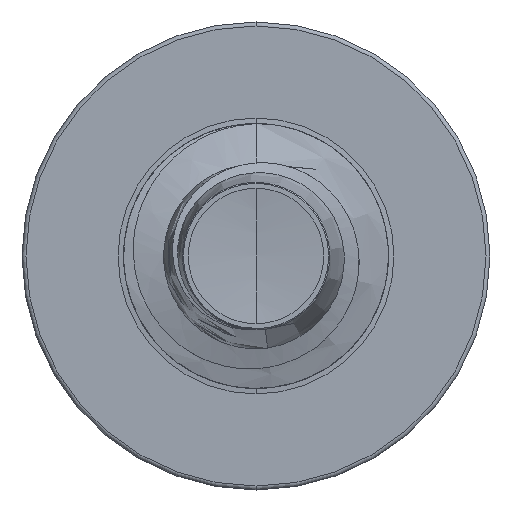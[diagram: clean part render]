
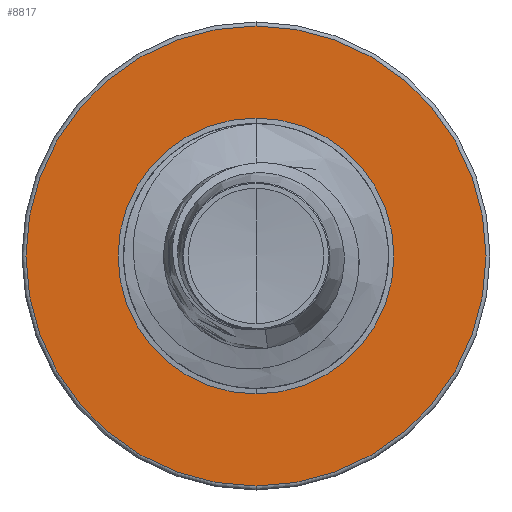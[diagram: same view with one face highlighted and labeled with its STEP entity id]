
A CAD part, front view. The second image highlights one B-rep face of the part: STEP entity #8817.
In plain terms, the highlighted planar face has unit normal (0, -1, 0).
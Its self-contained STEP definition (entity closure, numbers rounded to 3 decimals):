
#2281 = VERTEX_POINT ( 'NONE', #5349 ) ;
#3316 = FACE_OUTER_BOUND ( 'NONE', #20076, .T. ) ;
#3881 = DIRECTION ( 'NONE',  ( 0., 1., 0. ) ) ;
#4051 = AXIS2_PLACEMENT_3D ( 'NONE', #12229, #25464, #14279 ) ;
#4088 = CARTESIAN_POINT ( 'NONE',  ( 0., 15., 0. ) ) ;
#4868 = ORIENTED_EDGE ( 'NONE', *, *, #20117, .T. ) ;
#5099 = VERTEX_POINT ( 'NONE', #14684 ) ;
#5349 = CARTESIAN_POINT ( 'NONE',  ( 0., 15., 1.562 ) ) ;
#5557 = AXIS2_PLACEMENT_3D ( 'NONE', #14194, #27104, #16140 ) ;
#5957 = DIRECTION ( 'NONE',  ( 0., 1., 0. ) ) ;
#6157 = CIRCLE ( 'NONE', #6561, 1.562 ) ;
#6462 = AXIS2_PLACEMENT_3D ( 'NONE', #4088, #19075, #6705 ) ;
#6561 = AXIS2_PLACEMENT_3D ( 'NONE', #18514, #5957, #20363 ) ;
#6705 = DIRECTION ( 'NONE',  ( 0., 0., 1. ) ) ;
#8817 = ADVANCED_FACE ( 'NONE', ( #3316, #24694 ), #20689, .F. ) ;
#9549 = VERTEX_POINT ( 'NONE', #12237 ) ;
#9977 = AXIS2_PLACEMENT_3D ( 'NONE', #17069, #3881, #18920 ) ;
#11117 = ORIENTED_EDGE ( 'NONE', *, *, #21336, .T. ) ;
#12229 = CARTESIAN_POINT ( 'NONE',  ( 0., 15., 0. ) ) ;
#12237 = CARTESIAN_POINT ( 'NONE',  ( 0., 15., -1.562 ) ) ;
#12833 = VERTEX_POINT ( 'NONE', #15485 ) ;
#14194 = CARTESIAN_POINT ( 'NONE',  ( 0., 15., 0. ) ) ;
#14279 = DIRECTION ( 'NONE',  ( 0., 0., 1. ) ) ;
#14684 = CARTESIAN_POINT ( 'NONE',  ( 0., 15., 2.605 ) ) ;
#15485 = CARTESIAN_POINT ( 'NONE',  ( 0., 15., -2.605 ) ) ;
#16140 = DIRECTION ( 'NONE',  ( 0., 0., 1. ) ) ;
#16183 = CIRCLE ( 'NONE', #6462, 2.605 ) ;
#17069 = CARTESIAN_POINT ( 'NONE',  ( 0., 15., -1.562 ) ) ;
#17229 = EDGE_LOOP ( 'NONE', ( #4868, #11117 ) ) ;
#18514 = CARTESIAN_POINT ( 'NONE',  ( 0., 15., 0. ) ) ;
#18842 = CIRCLE ( 'NONE', #4051, 2.605 ) ;
#18920 = DIRECTION ( 'NONE',  ( 0., 0., 1. ) ) ;
#19075 = DIRECTION ( 'NONE',  ( 0., 1., 0. ) ) ;
#20076 = EDGE_LOOP ( 'NONE', ( #20874, #25729 ) ) ;
#20117 = EDGE_CURVE ( 'NONE', #2281, #9549, #6157, .T. ) ;
#20363 = DIRECTION ( 'NONE',  ( 0., 0., 1. ) ) ;
#20414 = EDGE_CURVE ( 'NONE', #12833, #5099, #16183, .T. ) ;
#20689 = PLANE ( 'NONE',  #9977 ) ;
#20874 = ORIENTED_EDGE ( 'NONE', *, *, #22758, .F. ) ;
#21336 = EDGE_CURVE ( 'NONE', #9549, #2281, #25179, .T. ) ;
#22758 = EDGE_CURVE ( 'NONE', #5099, #12833, #18842, .T. ) ;
#24694 = FACE_BOUND ( 'NONE', #17229, .T. ) ;
#25179 = CIRCLE ( 'NONE', #5557, 1.562 ) ;
#25464 = DIRECTION ( 'NONE',  ( 0., 1., 0. ) ) ;
#25729 = ORIENTED_EDGE ( 'NONE', *, *, #20414, .F. ) ;
#27104 = DIRECTION ( 'NONE',  ( 0., 1., 0. ) ) ;
